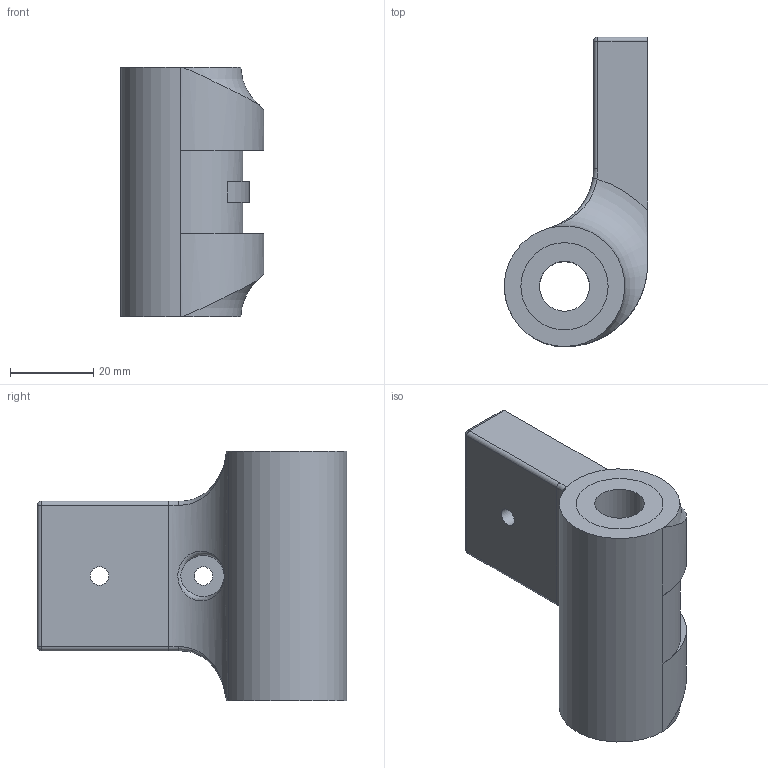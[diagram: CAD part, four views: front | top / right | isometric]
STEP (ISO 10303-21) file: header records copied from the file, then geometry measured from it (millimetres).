
FILE_DESCRIPTION(/* description */ (''),/* implementation_level */ '2;1');
FILE_NAME(/* name */ 'Z Axis Bearing Holder v14.step',/* time_stamp */ '2020-10-20T11:39:32+02:00',/* author */ (''),/* organization */ (''),/* preprocessor_version */ 'ST-DEVELOPER v18.1',/* originating_system */ 'Autodesk Translation Framework v9.3.0.1241',/* authorisation */ '');
FILE_SCHEMA (('AUTOMOTIVE_DESIGN { 1 0 10303 214 3 1 1 }'));
Length unit declared in the file: millimetre
Products named in the file (2): Z Axis Bearing Holder; LM12UU
Assembly tree (2 placements, depth 2):
  Z Axis Bearing Holder
    LM12UU  x2
Bounding box: 34.48 x 74.5 x 60 mm (x, y, z)
Volume: 56769.8 mm3; surface area: 23184.2 mm2
Topology: 3 solids, 3 shells, 48 faces, 109 edges, 68 vertices
Faces by surface type: plane 20, cylinder 19, torus 4, bspline 3, sphere 2
Full cylindrical faces by diameter (mm): 4.4 x2, 12 x2, 21 x3
Entity records: 2013 total; most frequent: CARTESIAN_POINT 923, DIRECTION 217, ORIENTED_EDGE 206, EDGE_CURVE 103, AXIS2_PLACEMENT_3D 86, VERTEX_POINT 64, EDGE_LOOP 53, LINE 45
